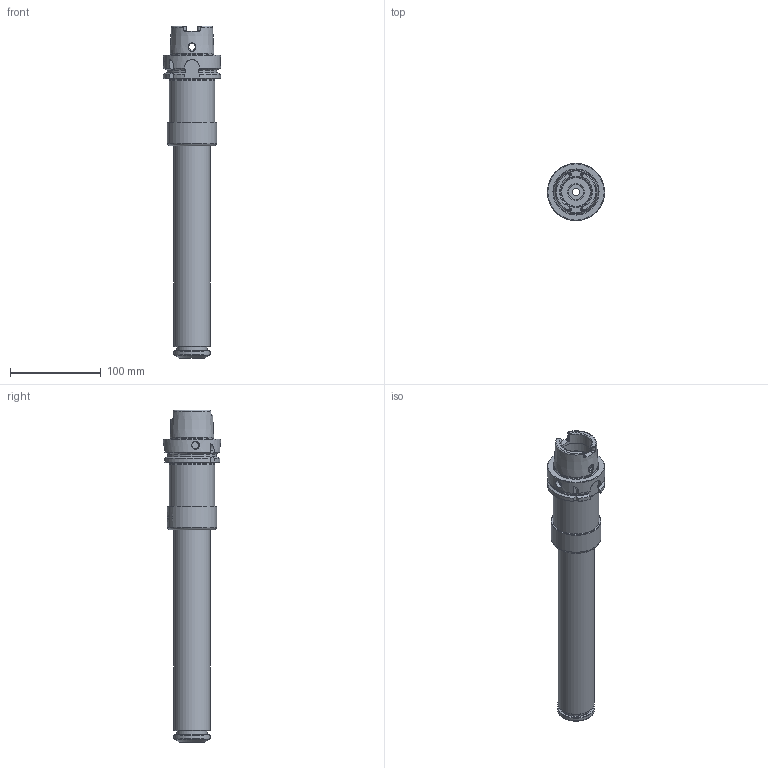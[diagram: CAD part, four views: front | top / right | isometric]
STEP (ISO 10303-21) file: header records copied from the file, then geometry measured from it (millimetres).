
FILE_DESCRIPTION(/* description */ (''),/* implementation_level */ '2;1');
FILE_NAME(/* name */ '886576170.stp',/* time_stamp */ '2023-03-15T12:21:18',/* author */ ('Ratnasingam Jekanthan'),/* organization */ ('REGO-FIX'),/* preprocessor_version */ ' Unknown',/* originating_system */ 'SIEMENS PLM Software Solid Edge ST10',/* authorization */ 'Unknown');
FILE_SCHEMA (('AUTOMOTIVE_DESIGN { 1 0 10303 214 2 1 1}'));
Length unit declared in the file: millimetre
Products named in the file (1): NOCUT
Bounding box: 63 x 63 x 366 mm (x, y, z)
Volume: 454077.5 mm3; surface area: 91112.8 mm2
Topology: 1 solids, 2 shells, 196 faces, 477 edges, 298 vertices
Faces by surface type: plane 60, cylinder 52, cone 48, torus 36
Full cylindrical faces by diameter (mm): 7.5 x2, 8.4 x1, 8.5 x1, 10 x1, 12 x1, 13 x1, 14 x1, 16.917 x1, 20 x1, 25 x1, 30.5 x1, 31.6 x1, 33 x1, 34 x3, 40 x3, 40.2 x1, 42 x1, 45 x1, 48.129 x1, 48.376 x2, 49.3 x1, 50 x1, 50.05 x1, 51.3 x1, 54.8 x1, 63 x1
Entity records: 6728 total; most frequent: CARTESIAN_POINT 1291, DIRECTION 846, ORIENTED_EDGE 716, AXIS2_PLACEMENT_3D 374, EDGE_CURVE 358, EDGE_LOOP 309, FACE_BOUND 309, VERTEX_POINT 271
